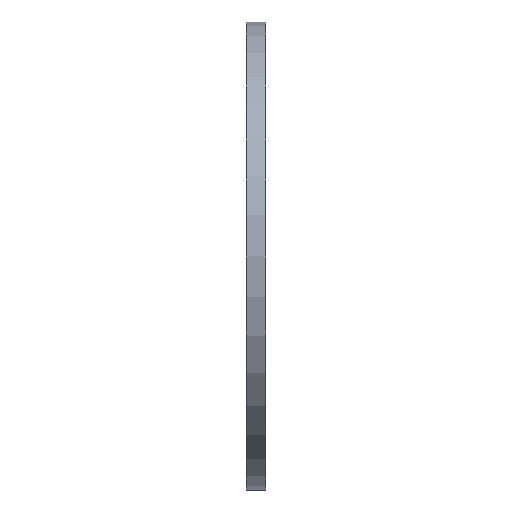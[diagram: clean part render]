
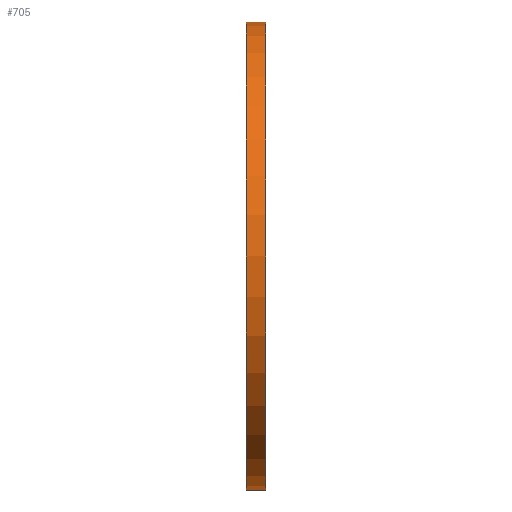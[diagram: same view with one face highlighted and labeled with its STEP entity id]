
A CAD part, front view. The second image highlights one B-rep face of the part: STEP entity #705.
In plain terms, the highlighted cylindrical face has radius 9.525 mm (diameter 19.05 mm), a partial arc.
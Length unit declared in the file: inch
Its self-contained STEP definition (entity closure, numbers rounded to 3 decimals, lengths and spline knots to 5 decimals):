
#11 = DIRECTION ( 'NONE',  ( 0., 0., -1. ) ) ;
#20 = ORIENTED_EDGE ( 'NONE', *, *, #736, .T. ) ;
#28 = ORIENTED_EDGE ( 'NONE', *, *, #147, .F. ) ;
#86 = AXIS2_PLACEMENT_3D ( 'NONE', #425, #823, #995 ) ;
#89 = ORIENTED_EDGE ( 'NONE', *, *, #354, .T. ) ;
#132 = DIRECTION ( 'NONE',  ( 0., 0., -1. ) ) ;
#135 = VECTOR ( 'NONE', #901, 39.37008 ) ;
#141 = EDGE_CURVE ( 'NONE', #156, #714, #399, .T. ) ;
#147 = EDGE_CURVE ( 'NONE', #714, #804, #483, .T. ) ;
#151 = CIRCLE ( 'NONE', #86, 0.375 ) ;
#156 = VERTEX_POINT ( 'NONE', #216 ) ;
#194 = CARTESIAN_POINT ( 'NONE',  ( 0.032, 0., -0.375 ) ) ;
#216 = CARTESIAN_POINT ( 'NONE',  ( 0., 0., 0.375 ) ) ;
#222 = DIRECTION ( 'NONE',  ( 1., 0., 0. ) ) ;
#269 = CARTESIAN_POINT ( 'NONE',  ( 0.032, 0., 0.375 ) ) ;
#351 = ORIENTED_EDGE ( 'NONE', *, *, #141, .F. ) ;
#354 = EDGE_CURVE ( 'NONE', #740, #804, #482, .T. ) ;
#399 = LINE ( 'NONE', #603, #761 ) ;
#421 = FACE_OUTER_BOUND ( 'NONE', #1031, .T. ) ;
#425 = CARTESIAN_POINT ( 'NONE',  ( 0., 0., 0. ) ) ;
#451 = DIRECTION ( 'NONE',  ( 1., 0., 0. ) ) ;
#482 = LINE ( 'NONE', #574, #135 ) ;
#483 = CIRCLE ( 'NONE', #505, 0.375 ) ;
#505 = AXIS2_PLACEMENT_3D ( 'NONE', #1025, #451, #132 ) ;
#574 = CARTESIAN_POINT ( 'NONE',  ( 0., 0., -0.375 ) ) ;
#603 = CARTESIAN_POINT ( 'NONE',  ( 0., 0., 0.375 ) ) ;
#658 = CARTESIAN_POINT ( 'NONE',  ( 0., 0., 0. ) ) ;
#705 = ADVANCED_FACE ( 'NONE', ( #421 ), #962, .T. ) ;
#714 = VERTEX_POINT ( 'NONE', #269 ) ;
#736 = EDGE_CURVE ( 'NONE', #156, #740, #151, .T. ) ;
#740 = VERTEX_POINT ( 'NONE', #825 ) ;
#761 = VECTOR ( 'NONE', #222, 39.37008 ) ;
#804 = VERTEX_POINT ( 'NONE', #194 ) ;
#823 = DIRECTION ( 'NONE',  ( 1., 0., 0. ) ) ;
#825 = CARTESIAN_POINT ( 'NONE',  ( 0., 0., -0.375 ) ) ;
#877 = AXIS2_PLACEMENT_3D ( 'NONE', #658, #894, #11 ) ;
#894 = DIRECTION ( 'NONE',  ( 1., 0., 0. ) ) ;
#901 = DIRECTION ( 'NONE',  ( 1., 0., 0. ) ) ;
#962 = CYLINDRICAL_SURFACE ( 'NONE', #877, 0.375 ) ;
#995 = DIRECTION ( 'NONE',  ( 0., 0., -1. ) ) ;
#1025 = CARTESIAN_POINT ( 'NONE',  ( 0.032, 0., 0. ) ) ;
#1031 = EDGE_LOOP ( 'NONE', ( #351, #20, #89, #28 ) ) ;
